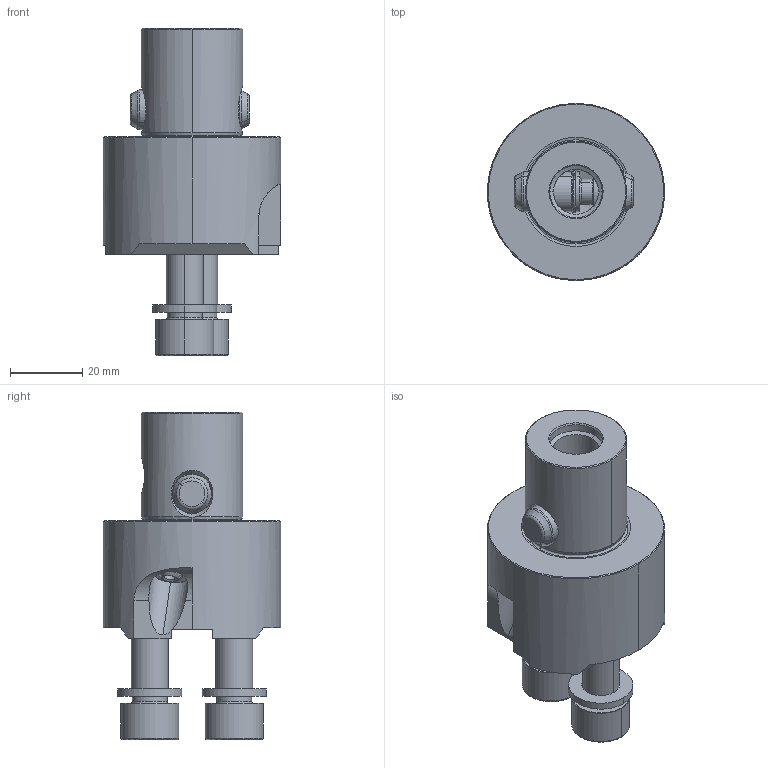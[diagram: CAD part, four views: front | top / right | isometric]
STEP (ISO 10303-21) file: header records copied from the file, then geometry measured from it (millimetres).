
FILE_DESCRIPTION(('no description'),'unknown implementation level');
FILE_NAME('1926B021-EE68-4F4F-A5B7-765E64B7D8FB_export.stp',' ',('CIMSOURCE GmbH'),('CADClick - KiM GmbH - www.kimweb.de'),'unknown preprocess','ACIS','unknown authorization');
FILE_SCHEMA(('automotive_design'));
Length unit declared in the file: millimetre
Products named in the file (11): 315.501 Kaiser TWN 53-70(86) X CK5|315.550 Kaiser ETL M10_10.15 X 36_Standard;NONE; 315.501 Kaiser TWN 53-70(86) X CK5|693.184 Kaiser ETL �10.5_17.8L 10S_eingebaut;NONE; 315.501 Kaiser TWN 53-70(86) X CK5|691.505 Kaiser ETL �11 X 33K_Standard|691.525 Mitnehmerbolzen_Standard;NONE; 315.501 Kaiser TWN 53-70(86) X CK5|691.505 Kaiser ETL �11 X 33K_Standard|693.304 Sprengring_Standard;NONE; 315.501 Kaiser TWN 53-70(86) X CK5|315.530 Kaiser TW 53-86 X CK5B_Standard|315.530 Kaiser TW 53-86 X CK5B_Standard;NONE; 315.501 Kaiser TWN 53-70(86) X CK5|315.530 Kaiser TW 53-86 X CK5B_Standard|692.409 Kaiser ETL SD �10_Standard|692.409 Kugel � 8_Standard;NONE; 315.501 Kaiser TWN 53-70(86) X CK5|315.530 Kaiser TW 53-86 X CK5B_Standard|692.409 Kaiser ETL SD �10_Standard|692.409 D�senk�rper_Standard;NONE
Bounding box: 49 x 49 x 90.5 mm (x, y, z)
Volume: 76022.2 mm3; surface area: 24073.5 mm2
Topology: 11 solids, 11 shells, 316 faces, 736 edges, 430 vertices
Faces by surface type: cylinder 101, cone 92, plane 71, torus 40, sphere 12
Entity records: 18091 total; most frequent: CARTESIAN_POINT 2487, DIRECTION 1659, STYLED_ITEM 1458, PRESENTATION_STYLE_ASSIGNMENT 1458, COLOUR_RGB 1458, ORIENTED_EDGE 1424, AXIS2_PLACEMENT_3D 713, EDGE_CURVE 712
